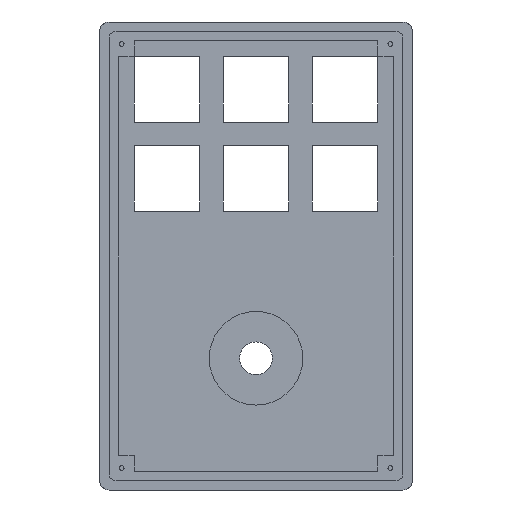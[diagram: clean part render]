
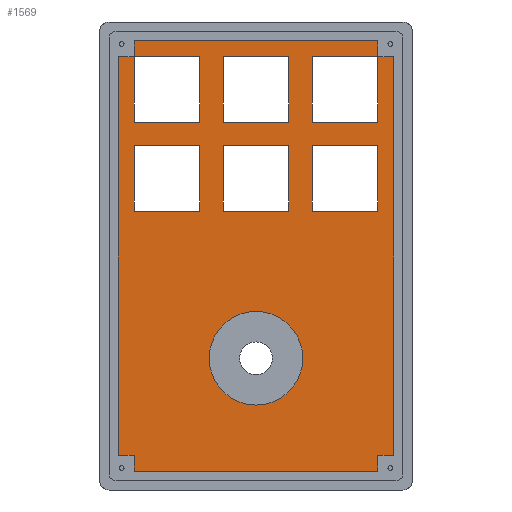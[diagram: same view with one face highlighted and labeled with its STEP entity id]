
A CAD part, front view. The second image highlights one B-rep face of the part: STEP entity #1569.
In plain terms, the highlighted planar face has unit normal (0, -1, 0).
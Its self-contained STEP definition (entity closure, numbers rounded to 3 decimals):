
#19=FACE_BOUND('',#219,.T.);
#20=FACE_BOUND('',#220,.T.);
#21=FACE_BOUND('',#221,.T.);
#22=FACE_BOUND('',#222,.T.);
#23=FACE_BOUND('',#223,.T.);
#60=PLANE('',#1715);
#132=FACE_OUTER_BOUND('',#218,.T.);
#218=EDGE_LOOP('',(#1231,#1232,#1233,#1234,#1235,#1236,#1237,#1238,#1239,
#1240,#1241,#1242,#1243,#1244,#1245,#1246,#1247,#1248,#1249,#1250));
#219=EDGE_LOOP('',(#1251,#1252));
#220=EDGE_LOOP('',(#1253,#1254,#1255,#1256));
#221=EDGE_LOOP('',(#1257,#1258,#1259,#1260));
#222=EDGE_LOOP('',(#1261,#1262,#1263,#1264));
#223=EDGE_LOOP('',(#1265,#1266,#1267,#1268));
#300=CIRCLE('',#1677,10.);
#301=CIRCLE('',#1678,10.);
#369=LINE('',#2398,#540);
#373=LINE('',#2406,#544);
#376=LINE('',#2413,#547);
#380=LINE('',#2421,#551);
#383=LINE('',#2428,#554);
#387=LINE('',#2436,#558);
#390=LINE('',#2443,#561);
#394=LINE('',#2451,#565);
#397=LINE('',#2456,#568);
#399=LINE('',#2460,#570);
#400=LINE('',#2462,#571);
#401=LINE('',#2464,#572);
#402=LINE('',#2465,#573);
#403=LINE('',#2466,#574);
#404=LINE('',#2468,#575);
#405=LINE('',#2470,#576);
#406=LINE('',#2472,#577);
#407=LINE('',#2473,#578);
#408=LINE('',#2474,#579);
#409=LINE('',#2475,#580);
#410=LINE('',#2478,#581);
#411=LINE('',#2480,#582);
#412=LINE('',#2482,#583);
#413=LINE('',#2483,#584);
#414=LINE('',#2486,#585);
#415=LINE('',#2488,#586);
#416=LINE('',#2490,#587);
#417=LINE('',#2491,#588);
#418=LINE('',#2494,#589);
#419=LINE('',#2496,#590);
#420=LINE('',#2498,#591);
#421=LINE('',#2499,#592);
#422=LINE('',#2502,#593);
#423=LINE('',#2504,#594);
#424=LINE('',#2506,#595);
#425=LINE('',#2507,#596);
#540=VECTOR('',#1953,10.);
#544=VECTOR('',#1959,10.);
#547=VECTOR('',#1964,10.);
#551=VECTOR('',#1970,10.);
#554=VECTOR('',#1975,10.);
#558=VECTOR('',#1981,10.);
#561=VECTOR('',#1986,10.);
#565=VECTOR('',#1992,10.);
#568=VECTOR('',#1997,10.);
#570=VECTOR('',#2001,10.);
#571=VECTOR('',#2002,10.);
#572=VECTOR('',#2003,10.);
#573=VECTOR('',#2004,10.);
#574=VECTOR('',#2005,10.);
#575=VECTOR('',#2006,10.);
#576=VECTOR('',#2007,10.);
#577=VECTOR('',#2008,10.);
#578=VECTOR('',#2009,10.);
#579=VECTOR('',#2010,10.);
#580=VECTOR('',#2011,10.);
#581=VECTOR('',#2012,10.);
#582=VECTOR('',#2013,10.);
#583=VECTOR('',#2014,10.);
#584=VECTOR('',#2015,10.);
#585=VECTOR('',#2016,10.);
#586=VECTOR('',#2017,10.);
#587=VECTOR('',#2018,10.);
#588=VECTOR('',#2019,10.);
#589=VECTOR('',#2020,10.);
#590=VECTOR('',#2021,10.);
#591=VECTOR('',#2022,10.);
#592=VECTOR('',#2023,10.);
#593=VECTOR('',#2024,10.);
#594=VECTOR('',#2025,10.);
#595=VECTOR('',#2026,10.);
#596=VECTOR('',#2027,10.);
#726=VERTEX_POINT('',#2341);
#727=VERTEX_POINT('',#2343);
#746=VERTEX_POINT('',#2396);
#747=VERTEX_POINT('',#2397);
#750=VERTEX_POINT('',#2405);
#752=VERTEX_POINT('',#2411);
#753=VERTEX_POINT('',#2412);
#756=VERTEX_POINT('',#2420);
#758=VERTEX_POINT('',#2426);
#759=VERTEX_POINT('',#2427);
#762=VERTEX_POINT('',#2435);
#764=VERTEX_POINT('',#2441);
#765=VERTEX_POINT('',#2442);
#768=VERTEX_POINT('',#2450);
#770=VERTEX_POINT('',#2459);
#771=VERTEX_POINT('',#2461);
#772=VERTEX_POINT('',#2463);
#773=VERTEX_POINT('',#2467);
#774=VERTEX_POINT('',#2469);
#775=VERTEX_POINT('',#2471);
#776=VERTEX_POINT('',#2476);
#777=VERTEX_POINT('',#2477);
#778=VERTEX_POINT('',#2479);
#779=VERTEX_POINT('',#2481);
#780=VERTEX_POINT('',#2484);
#781=VERTEX_POINT('',#2485);
#782=VERTEX_POINT('',#2487);
#783=VERTEX_POINT('',#2489);
#784=VERTEX_POINT('',#2492);
#785=VERTEX_POINT('',#2493);
#786=VERTEX_POINT('',#2495);
#787=VERTEX_POINT('',#2497);
#788=VERTEX_POINT('',#2500);
#789=VERTEX_POINT('',#2501);
#790=VERTEX_POINT('',#2503);
#791=VERTEX_POINT('',#2505);
#893=EDGE_CURVE('',#727,#726,#300,.T.);
#894=EDGE_CURVE('',#726,#727,#301,.T.);
#917=EDGE_CURVE('',#746,#747,#369,.T.);
#921=EDGE_CURVE('',#750,#746,#373,.T.);
#924=EDGE_CURVE('',#752,#753,#376,.T.);
#928=EDGE_CURVE('',#753,#756,#380,.T.);
#931=EDGE_CURVE('',#758,#759,#383,.T.);
#935=EDGE_CURVE('',#762,#758,#387,.T.);
#938=EDGE_CURVE('',#764,#765,#390,.T.);
#942=EDGE_CURVE('',#765,#768,#394,.T.);
#945=EDGE_CURVE('',#752,#759,#397,.T.);
#947=EDGE_CURVE('',#770,#746,#399,.T.);
#948=EDGE_CURVE('',#771,#770,#400,.T.);
#949=EDGE_CURVE('',#772,#771,#401,.T.);
#950=EDGE_CURVE('',#746,#772,#402,.T.);
#951=EDGE_CURVE('',#762,#747,#403,.T.);
#952=EDGE_CURVE('',#773,#758,#404,.T.);
#953=EDGE_CURVE('',#774,#773,#405,.T.);
#954=EDGE_CURVE('',#775,#774,#406,.T.);
#955=EDGE_CURVE('',#758,#775,#407,.T.);
#956=EDGE_CURVE('',#764,#756,#408,.T.);
#957=EDGE_CURVE('',#750,#768,#409,.T.);
#958=EDGE_CURVE('',#776,#777,#410,.T.);
#959=EDGE_CURVE('',#778,#776,#411,.T.);
#960=EDGE_CURVE('',#779,#778,#412,.T.);
#961=EDGE_CURVE('',#777,#779,#413,.T.);
#962=EDGE_CURVE('',#780,#781,#414,.T.);
#963=EDGE_CURVE('',#782,#780,#415,.T.);
#964=EDGE_CURVE('',#783,#782,#416,.T.);
#965=EDGE_CURVE('',#781,#783,#417,.T.);
#966=EDGE_CURVE('',#784,#785,#418,.T.);
#967=EDGE_CURVE('',#786,#784,#419,.T.);
#968=EDGE_CURVE('',#787,#786,#420,.T.);
#969=EDGE_CURVE('',#785,#787,#421,.T.);
#970=EDGE_CURVE('',#788,#789,#422,.T.);
#971=EDGE_CURVE('',#790,#788,#423,.T.);
#972=EDGE_CURVE('',#791,#790,#424,.T.);
#973=EDGE_CURVE('',#789,#791,#425,.T.);
#1231=ORIENTED_EDGE('',*,*,#921,.T.);
#1232=ORIENTED_EDGE('',*,*,#947,.F.);
#1233=ORIENTED_EDGE('',*,*,#948,.F.);
#1234=ORIENTED_EDGE('',*,*,#949,.F.);
#1235=ORIENTED_EDGE('',*,*,#950,.F.);
#1236=ORIENTED_EDGE('',*,*,#917,.T.);
#1237=ORIENTED_EDGE('',*,*,#951,.F.);
#1238=ORIENTED_EDGE('',*,*,#935,.T.);
#1239=ORIENTED_EDGE('',*,*,#952,.F.);
#1240=ORIENTED_EDGE('',*,*,#953,.F.);
#1241=ORIENTED_EDGE('',*,*,#954,.F.);
#1242=ORIENTED_EDGE('',*,*,#955,.F.);
#1243=ORIENTED_EDGE('',*,*,#931,.T.);
#1244=ORIENTED_EDGE('',*,*,#945,.F.);
#1245=ORIENTED_EDGE('',*,*,#924,.T.);
#1246=ORIENTED_EDGE('',*,*,#928,.T.);
#1247=ORIENTED_EDGE('',*,*,#956,.F.);
#1248=ORIENTED_EDGE('',*,*,#938,.T.);
#1249=ORIENTED_EDGE('',*,*,#942,.T.);
#1250=ORIENTED_EDGE('',*,*,#957,.F.);
#1251=ORIENTED_EDGE('',*,*,#893,.T.);
#1252=ORIENTED_EDGE('',*,*,#894,.T.);
#1253=ORIENTED_EDGE('',*,*,#958,.F.);
#1254=ORIENTED_EDGE('',*,*,#959,.F.);
#1255=ORIENTED_EDGE('',*,*,#960,.F.);
#1256=ORIENTED_EDGE('',*,*,#961,.F.);
#1257=ORIENTED_EDGE('',*,*,#962,.F.);
#1258=ORIENTED_EDGE('',*,*,#963,.F.);
#1259=ORIENTED_EDGE('',*,*,#964,.F.);
#1260=ORIENTED_EDGE('',*,*,#965,.F.);
#1261=ORIENTED_EDGE('',*,*,#966,.F.);
#1262=ORIENTED_EDGE('',*,*,#967,.F.);
#1263=ORIENTED_EDGE('',*,*,#968,.F.);
#1264=ORIENTED_EDGE('',*,*,#969,.F.);
#1265=ORIENTED_EDGE('',*,*,#970,.F.);
#1266=ORIENTED_EDGE('',*,*,#971,.F.);
#1267=ORIENTED_EDGE('',*,*,#972,.F.);
#1268=ORIENTED_EDGE('',*,*,#973,.F.);
#1569=ADVANCED_FACE('',(#132,#19,#20,#21,#22,#23),#60,.F.);
#1677=AXIS2_PLACEMENT_3D('',#2344,#1889,#1890);
#1678=AXIS2_PLACEMENT_3D('',#2345,#1891,#1892);
#1715=AXIS2_PLACEMENT_3D('',#2458,#1999,#2000);
#1889=DIRECTION('center_axis',(0.,1.,0.));
#1890=DIRECTION('ref_axis',(1.,0.,0.));
#1891=DIRECTION('center_axis',(0.,1.,0.));
#1892=DIRECTION('ref_axis',(1.,0.,0.));
#1953=DIRECTION('',(0.,0.,1.));
#1959=DIRECTION('',(-1.,0.,0.));
#1964=DIRECTION('',(1.,0.,0.));
#1970=DIRECTION('',(0.,0.,-1.));
#1975=DIRECTION('',(-1.,0.,0.));
#1981=DIRECTION('',(0.,0.,-1.));
#1986=DIRECTION('',(0.,0.,1.));
#1992=DIRECTION('',(1.,0.,0.));
#1997=DIRECTION('',(0.,0.,1.));
#1999=DIRECTION('center_axis',(0.,1.,0.));
#2000=DIRECTION('ref_axis',(0.,0.,1.));
#2001=DIRECTION('',(0.,0.,1.));
#2002=DIRECTION('',(1.,0.,0.));
#2003=DIRECTION('',(0.,0.,-1.));
#2004=DIRECTION('',(-1.,0.,0.));
#2005=DIRECTION('',(1.,0.,0.));
#2006=DIRECTION('',(-1.,0.,0.));
#2007=DIRECTION('',(0.,0.,1.));
#2008=DIRECTION('',(1.,0.,0.));
#2009=DIRECTION('',(0.,0.,-1.));
#2010=DIRECTION('',(-1.,0.,0.));
#2011=DIRECTION('',(0.,0.,-1.));
#2012=DIRECTION('',(1.,0.,0.));
#2013=DIRECTION('',(0.,0.,-1.));
#2014=DIRECTION('',(-1.,0.,0.));
#2015=DIRECTION('',(0.,0.,1.));
#2016=DIRECTION('',(-1.,0.,0.));
#2017=DIRECTION('',(0.,0.,1.));
#2018=DIRECTION('',(1.,0.,0.));
#2019=DIRECTION('',(0.,0.,-1.));
#2020=DIRECTION('',(0.,0.,-1.));
#2021=DIRECTION('',(-1.,0.,0.));
#2022=DIRECTION('',(0.,0.,1.));
#2023=DIRECTION('',(1.,0.,0.));
#2024=DIRECTION('',(0.,0.,-1.));
#2025=DIRECTION('',(-1.,0.,0.));
#2026=DIRECTION('',(0.,0.,1.));
#2027=DIRECTION('',(1.,0.,0.));
#2341=CARTESIAN_POINT('',(23.4,9.9,-71.85));
#2343=CARTESIAN_POINT('',(43.4,9.9,-71.85));
#2344=CARTESIAN_POINT('Origin',(33.4,9.9,-71.85));
#2345=CARTESIAN_POINT('Origin',(33.4,9.9,-71.85));
#2396=CARTESIAN_POINT('',(59.4,9.9,-7.4));
#2397=CARTESIAN_POINT('',(59.4,9.9,-4.));
#2398=CARTESIAN_POINT('',(59.4,9.9,-27.));
#2405=CARTESIAN_POINT('',(62.8,9.9,-7.4));
#2406=CARTESIAN_POINT('',(46.4,9.9,-7.4));
#2411=CARTESIAN_POINT('',(4.,9.9,-92.6));
#2412=CARTESIAN_POINT('',(7.4,9.9,-92.6));
#2413=CARTESIAN_POINT('',(20.4,9.9,-92.6));
#2420=CARTESIAN_POINT('',(7.4,9.9,-96.));
#2421=CARTESIAN_POINT('',(7.4,9.9,-73.));
#2426=CARTESIAN_POINT('',(7.4,9.9,-7.4));
#2427=CARTESIAN_POINT('',(4.,9.9,-7.4));
#2428=CARTESIAN_POINT('',(18.7,9.9,-7.4));
#2435=CARTESIAN_POINT('',(7.4,9.9,-4.));
#2436=CARTESIAN_POINT('',(7.4,9.9,-28.7));
#2441=CARTESIAN_POINT('',(59.4,9.9,-96.));
#2442=CARTESIAN_POINT('',(59.4,9.9,-92.6));
#2443=CARTESIAN_POINT('',(59.4,9.9,-71.3));
#2450=CARTESIAN_POINT('',(62.8,9.9,-92.6));
#2451=CARTESIAN_POINT('',(48.1,9.9,-92.6));
#2456=CARTESIAN_POINT('',(4.,9.9,-4.));
#2458=CARTESIAN_POINT('Origin',(33.4,9.9,-50.));
#2459=CARTESIAN_POINT('',(59.4,9.9,-21.4));
#2460=CARTESIAN_POINT('',(59.4,9.9,-7.4));
#2461=CARTESIAN_POINT('',(45.4,9.9,-21.4));
#2462=CARTESIAN_POINT('',(59.4,9.9,-21.4));
#2463=CARTESIAN_POINT('',(45.4,9.9,-7.4));
#2464=CARTESIAN_POINT('',(45.4,9.9,-21.4));
#2465=CARTESIAN_POINT('',(45.4,9.9,-7.4));
#2466=CARTESIAN_POINT('',(62.8,9.9,-4.));
#2467=CARTESIAN_POINT('',(21.4,9.9,-7.4));
#2468=CARTESIAN_POINT('',(7.4,9.9,-7.4));
#2469=CARTESIAN_POINT('',(21.4,9.9,-21.4));
#2470=CARTESIAN_POINT('',(21.4,9.9,-7.4));
#2471=CARTESIAN_POINT('',(7.4,9.9,-21.4));
#2472=CARTESIAN_POINT('',(21.4,9.9,-21.4));
#2473=CARTESIAN_POINT('',(7.4,9.9,-21.4));
#2474=CARTESIAN_POINT('',(4.,9.9,-96.));
#2475=CARTESIAN_POINT('',(62.8,9.9,-96.));
#2476=CARTESIAN_POINT('',(7.4,9.9,-40.4));
#2477=CARTESIAN_POINT('',(21.4,9.9,-40.4));
#2478=CARTESIAN_POINT('',(21.4,9.9,-40.4));
#2479=CARTESIAN_POINT('',(7.4,9.9,-26.4));
#2480=CARTESIAN_POINT('',(7.4,9.9,-40.4));
#2481=CARTESIAN_POINT('',(21.4,9.9,-26.4));
#2482=CARTESIAN_POINT('',(7.4,9.9,-26.4));
#2483=CARTESIAN_POINT('',(21.4,9.9,-26.4));
#2484=CARTESIAN_POINT('',(40.4,9.9,-7.4));
#2485=CARTESIAN_POINT('',(26.4,9.9,-7.4));
#2486=CARTESIAN_POINT('',(26.4,9.9,-7.4));
#2487=CARTESIAN_POINT('',(40.4,9.9,-21.4));
#2488=CARTESIAN_POINT('',(40.4,9.9,-7.4));
#2489=CARTESIAN_POINT('',(26.4,9.9,-21.4));
#2490=CARTESIAN_POINT('',(40.4,9.9,-21.4));
#2491=CARTESIAN_POINT('',(26.4,9.9,-21.4));
#2492=CARTESIAN_POINT('',(26.4,9.9,-26.4));
#2493=CARTESIAN_POINT('',(26.4,9.9,-40.4));
#2494=CARTESIAN_POINT('',(26.4,9.9,-40.4));
#2495=CARTESIAN_POINT('',(40.4,9.9,-26.4));
#2496=CARTESIAN_POINT('',(26.4,9.9,-26.4));
#2497=CARTESIAN_POINT('',(40.4,9.9,-40.4));
#2498=CARTESIAN_POINT('',(40.4,9.9,-26.4));
#2499=CARTESIAN_POINT('',(40.4,9.9,-40.4));
#2500=CARTESIAN_POINT('',(45.4,9.9,-26.4));
#2501=CARTESIAN_POINT('',(45.4,9.9,-40.4));
#2502=CARTESIAN_POINT('',(45.4,9.9,-40.4));
#2503=CARTESIAN_POINT('',(59.4,9.9,-26.4));
#2504=CARTESIAN_POINT('',(45.4,9.9,-26.4));
#2505=CARTESIAN_POINT('',(59.4,9.9,-40.4));
#2506=CARTESIAN_POINT('',(59.4,9.9,-26.4));
#2507=CARTESIAN_POINT('',(59.4,9.9,-40.4));
